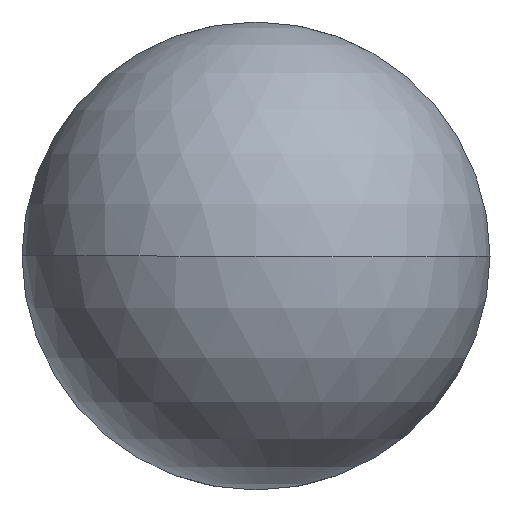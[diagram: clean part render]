
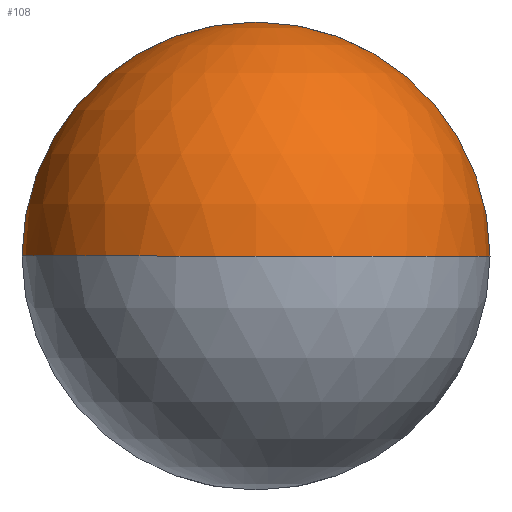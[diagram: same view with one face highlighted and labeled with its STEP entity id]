
A CAD part, front view. The second image highlights one B-rep face of the part: STEP entity #108.
In plain terms, the highlighted spherical face has radius 4.763 mm.
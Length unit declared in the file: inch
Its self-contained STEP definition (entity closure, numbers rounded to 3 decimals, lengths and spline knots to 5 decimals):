
#19 = DIRECTION ( 'NONE',  ( 1., 0., 0. ) ) ;
#29 = CIRCLE ( 'NONE', #320, 0.1875 ) ;
#33 = DIRECTION ( 'NONE',  ( -1., 0., 0. ) ) ;
#39 = ORIENTED_EDGE ( 'NONE', *, *, #157, .F. ) ;
#43 = ORIENTED_EDGE ( 'NONE', *, *, #224, .T. ) ;
#52 = CARTESIAN_POINT ( 'NONE',  ( 0., 0.1875, 0. ) ) ;
#60 = CIRCLE ( 'NONE', #123, 0.1875 ) ;
#84 = DIRECTION ( 'NONE',  ( 0., 0., -1. ) ) ;
#108 = ADVANCED_FACE ( 'NONE', ( #183 ), #185, .T. ) ;
#111 = DIRECTION ( 'NONE',  ( 0., 0., -1. ) ) ;
#123 = AXIS2_PLACEMENT_3D ( 'NONE', #168, #341, #84 ) ;
#127 = ORIENTED_EDGE ( 'NONE', *, *, #219, .T. ) ;
#157 = EDGE_CURVE ( 'NONE', #333, #356, #263, .T. ) ;
#168 = CARTESIAN_POINT ( 'NONE',  ( 0., 0.1875, 0. ) ) ;
#171 = CARTESIAN_POINT ( 'NONE',  ( 0.1875, 0.1875, 0. ) ) ;
#183 = FACE_OUTER_BOUND ( 'NONE', #253, .T. ) ;
#185 = SPHERICAL_SURFACE ( 'NONE', #226, 0.1875 ) ;
#186 = VERTEX_POINT ( 'NONE', #243 ) ;
#189 = ORIENTED_EDGE ( 'NONE', *, *, #353, .T. ) ;
#194 = CARTESIAN_POINT ( 'NONE',  ( 0., 0., 0. ) ) ;
#196 = AXIS2_PLACEMENT_3D ( 'NONE', #52, #205, #111 ) ;
#205 = DIRECTION ( 'NONE',  ( 0., -1., 0. ) ) ;
#211 = DIRECTION ( 'NONE',  ( 0., 0., 1. ) ) ;
#216 = DIRECTION ( 'NONE',  ( 0., 0., -1. ) ) ;
#219 = EDGE_CURVE ( 'NONE', #335, #356, #29, .T. ) ;
#224 = EDGE_CURVE ( 'NONE', #186, #335, #242, .T. ) ;
#226 = AXIS2_PLACEMENT_3D ( 'NONE', #247, #327, #274 ) ;
#233 = AXIS2_PLACEMENT_3D ( 'NONE', #357, #216, #33 ) ;
#242 = CIRCLE ( 'NONE', #196, 0.1875 ) ;
#243 = CARTESIAN_POINT ( 'NONE',  ( 0., 0.1875, 0.1875 ) ) ;
#247 = CARTESIAN_POINT ( 'NONE',  ( 0., 0.1875, 0. ) ) ;
#253 = EDGE_LOOP ( 'NONE', ( #43, #127, #39, #189 ) ) ;
#263 = CIRCLE ( 'NONE', #233, 0.1875 ) ;
#274 = DIRECTION ( 'NONE',  ( 1., 0., 0. ) ) ;
#285 = CARTESIAN_POINT ( 'NONE',  ( -0.1875, 0.1875, 0. ) ) ;
#319 = CARTESIAN_POINT ( 'NONE',  ( 0., 0.1875, 0. ) ) ;
#320 = AXIS2_PLACEMENT_3D ( 'NONE', #319, #211, #19 ) ;
#327 = DIRECTION ( 'NONE',  ( 0., 0., 1. ) ) ;
#333 = VERTEX_POINT ( 'NONE', #171 ) ;
#335 = VERTEX_POINT ( 'NONE', #285 ) ;
#341 = DIRECTION ( 'NONE',  ( 0., -1., 0. ) ) ;
#353 = EDGE_CURVE ( 'NONE', #333, #186, #60, .T. ) ;
#356 = VERTEX_POINT ( 'NONE', #194 ) ;
#357 = CARTESIAN_POINT ( 'NONE',  ( 0., 0.1875, 0. ) ) ;
